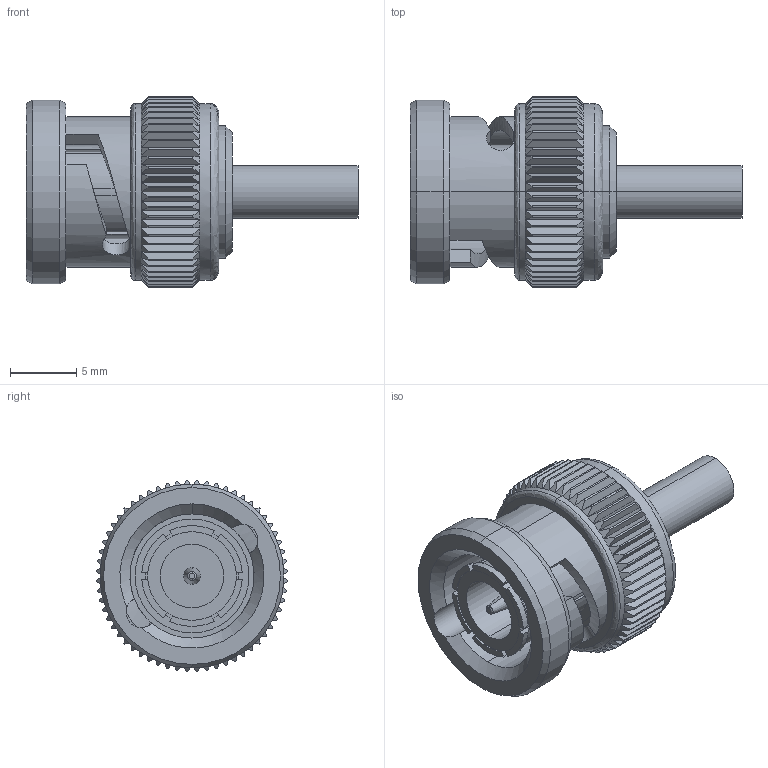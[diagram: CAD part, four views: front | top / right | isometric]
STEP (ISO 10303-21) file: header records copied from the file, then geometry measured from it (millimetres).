
FILE_DESCRIPTION (( 'STEP AP203' ), '1' );
FILE_NAME ('PE45045.step', '2018-05-25T15:40:05', ( '' ), ( '' ), 'SwSTEP 2.0', 'SolidWorks 2017', '' );
FILE_SCHEMA (( 'CONFIG_CONTROL_DESIGN' ));
Length unit declared in the file: inch
Products named in the file (1): PE45045
Bounding box: 25.12 x 14.46 x 14.46 mm (x, y, z)
Volume: 1559.8 mm3; surface area: 2164.7 mm2
Topology: 2 solids, 3 shells, 432 faces, 985 edges, 566 vertices
Faces by surface type: plane 165, cone 138, cylinder 115, bspline 12, torus 2
Entity records: 13376 total; most frequent: CARTESIAN_POINT 3992, ORIENTED_EDGE 1970, DIRECTION 1927, EDGE_CURVE 985, AXIS2_PLACEMENT_3D 807, VERTEX_POINT 566, EDGE_LOOP 445, ADVANCED_FACE 432
